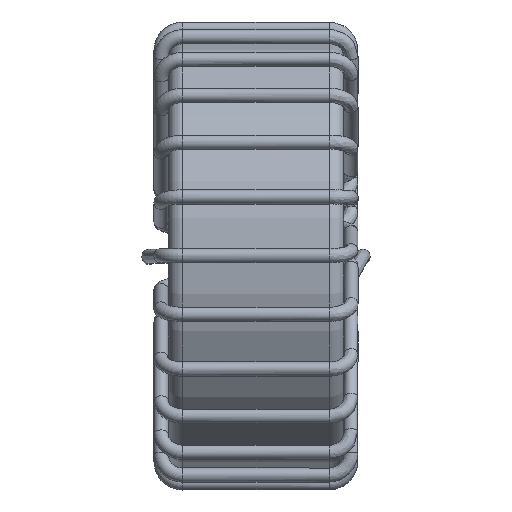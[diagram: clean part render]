
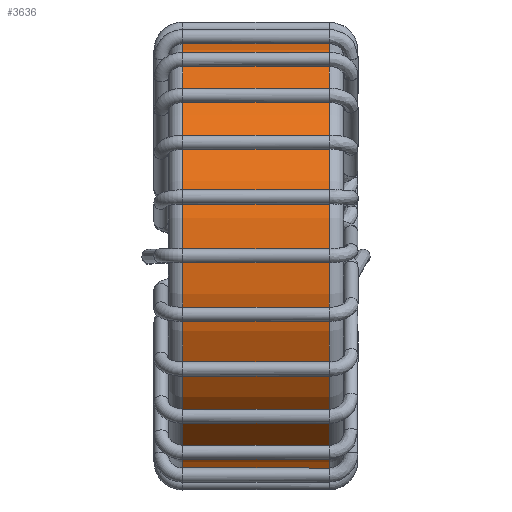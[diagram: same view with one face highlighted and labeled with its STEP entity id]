
A CAD part, top view. The second image highlights one B-rep face of the part: STEP entity #3636.
In plain terms, the highlighted cylindrical face has radius 7.7 mm (diameter 15.4 mm), a full revolution.
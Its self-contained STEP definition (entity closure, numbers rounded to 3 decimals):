
#314=CYLINDRICAL_SURFACE('',#3903,7.7);
#713=ORIENTED_EDGE('',*,*,#909,.T.);
#714=ORIENTED_EDGE('',*,*,#908,.T.);
#908=EDGE_CURVE('',#1108,#1108,#1214,.T.);
#909=EDGE_CURVE('',#1109,#1109,#1215,.T.);
#1108=VERTEX_POINT('',#9509);
#1109=VERTEX_POINT('',#9512);
#1214=CIRCLE('',#3890,7.7);
#1215=CIRCLE('',#3892,7.7);
#1619=EDGE_LOOP('',(#713));
#1620=EDGE_LOOP('',(#714));
#2019=FACE_BOUND('',#1619,.T.);
#2020=FACE_BOUND('',#1620,.T.);
#3636=ADVANCED_FACE('',(#2019,#2020),#314,.T.);
#3890=AXIS2_PLACEMENT_3D('',#9508,#4395,#4396);
#3892=AXIS2_PLACEMENT_3D('',#9511,#4399,#4400);
#3903=AXIS2_PLACEMENT_3D('',#9528,#4421,#4422);
#4395=DIRECTION('',(0.,1.,0.));
#4396=DIRECTION('',(0.,0.,1.));
#4399=DIRECTION('',(0.,-1.,0.));
#4400=DIRECTION('',(0.,0.,-1.));
#4421=DIRECTION('',(0.,-1.,0.));
#4422=DIRECTION('',(0.,0.,-1.));
#9508=CARTESIAN_POINT('',(0.,-2.57,0.));
#9509=CARTESIAN_POINT('',(0.,-2.57,7.7));
#9511=CARTESIAN_POINT('',(0.,2.57,0.));
#9512=CARTESIAN_POINT('',(0.,2.57,-7.7));
#9528=CARTESIAN_POINT('',(0.,0.,0.));
